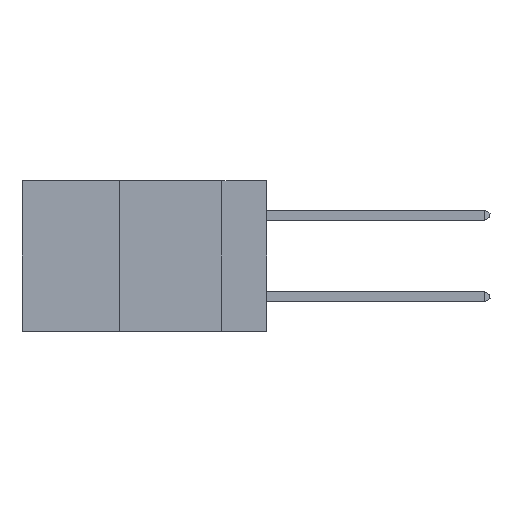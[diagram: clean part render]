
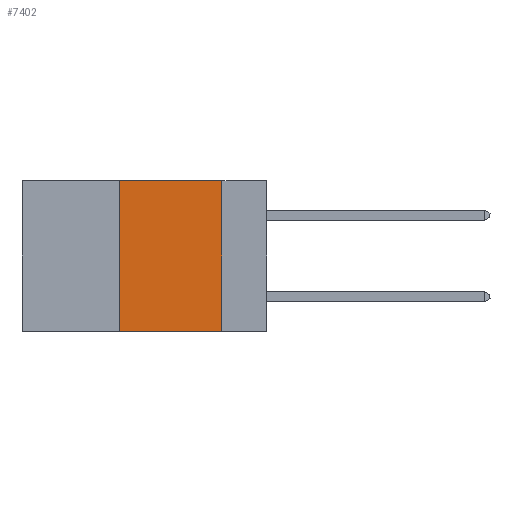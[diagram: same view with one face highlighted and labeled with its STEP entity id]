
A CAD part, left-side view. The second image highlights one B-rep face of the part: STEP entity #7402.
In plain terms, the highlighted planar face has unit normal (-1, 0, 0).
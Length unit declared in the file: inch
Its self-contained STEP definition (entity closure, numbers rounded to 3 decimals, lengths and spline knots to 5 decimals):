
#636 = DIRECTION ( 'NONE',  ( 0., 0., -1. ) ) ;
#679 = CARTESIAN_POINT ( 'NONE',  ( 0., 0.36, 0. ) ) ;
#698 = ORIENTED_EDGE ( 'NONE', *, *, #5041, .T. ) ;
#861 = VECTOR ( 'NONE', #9070, 39.37008 ) ;
#1224 = DIRECTION ( 'NONE',  ( 1., 0., 0. ) ) ;
#1722 = ORIENTED_EDGE ( 'NONE', *, *, #3603, .F. ) ;
#2055 = VERTEX_POINT ( 'NONE', #9219 ) ;
#2532 = LINE ( 'NONE', #9270, #3222 ) ;
#2614 = AXIS2_PLACEMENT_3D ( 'NONE', #9737, #1224, #6969 ) ;
#2836 = CARTESIAN_POINT ( 'NONE',  ( 0., 0.6, 0. ) ) ;
#3222 = VECTOR ( 'NONE', #636, 39.37008 ) ;
#3429 = LINE ( 'NONE', #679, #861 ) ;
#3603 = EDGE_CURVE ( 'NONE', #5946, #2055, #3624, .T. ) ;
#3624 = LINE ( 'NONE', #2836, #7022 ) ;
#3724 = ORIENTED_EDGE ( 'NONE', *, *, #7465, .F. ) ;
#4177 = PLANE ( 'NONE',  #2614 ) ;
#4355 = VERTEX_POINT ( 'NONE', #9066 ) ;
#4792 = CARTESIAN_POINT ( 'NONE',  ( 0., 0.36, 0. ) ) ;
#4894 = EDGE_LOOP ( 'NONE', ( #7365, #1722, #3724, #698 ) ) ;
#5041 = EDGE_CURVE ( 'NONE', #4355, #11512, #8551, .T. ) ;
#5708 = VECTOR ( 'NONE', #8599, 39.37008 ) ;
#5828 = FACE_OUTER_BOUND ( 'NONE', #4894, .T. ) ;
#5946 = VERTEX_POINT ( 'NONE', #4792 ) ;
#6969 = DIRECTION ( 'NONE',  ( 0., 0., -1. ) ) ;
#7022 = VECTOR ( 'NONE', #8413, 39.37008 ) ;
#7365 = ORIENTED_EDGE ( 'NONE', *, *, #11255, .F. ) ;
#7402 = ADVANCED_FACE ( 'NONE', ( #5828 ), #4177, .F. ) ;
#7465 = EDGE_CURVE ( 'NONE', #4355, #5946, #3429, .T. ) ;
#8413 = DIRECTION ( 'NONE',  ( 0., -1., 0. ) ) ;
#8551 = LINE ( 'NONE', #9406, #5708 ) ;
#8599 = DIRECTION ( 'NONE',  ( 0., -1., 0. ) ) ;
#9066 = CARTESIAN_POINT ( 'NONE',  ( 0., 0.36, -0.37 ) ) ;
#9070 = DIRECTION ( 'NONE',  ( 0., 0., 1. ) ) ;
#9219 = CARTESIAN_POINT ( 'NONE',  ( 0., 0.11, 0. ) ) ;
#9270 = CARTESIAN_POINT ( 'NONE',  ( 0., 0.11, 0. ) ) ;
#9406 = CARTESIAN_POINT ( 'NONE',  ( 0., 0.6, -0.37 ) ) ;
#9615 = CARTESIAN_POINT ( 'NONE',  ( 0., 0.11, -0.37 ) ) ;
#9737 = CARTESIAN_POINT ( 'NONE',  ( 0., 0.6, 0. ) ) ;
#11255 = EDGE_CURVE ( 'NONE', #2055, #11512, #2532, .T. ) ;
#11512 = VERTEX_POINT ( 'NONE', #9615 ) ;
